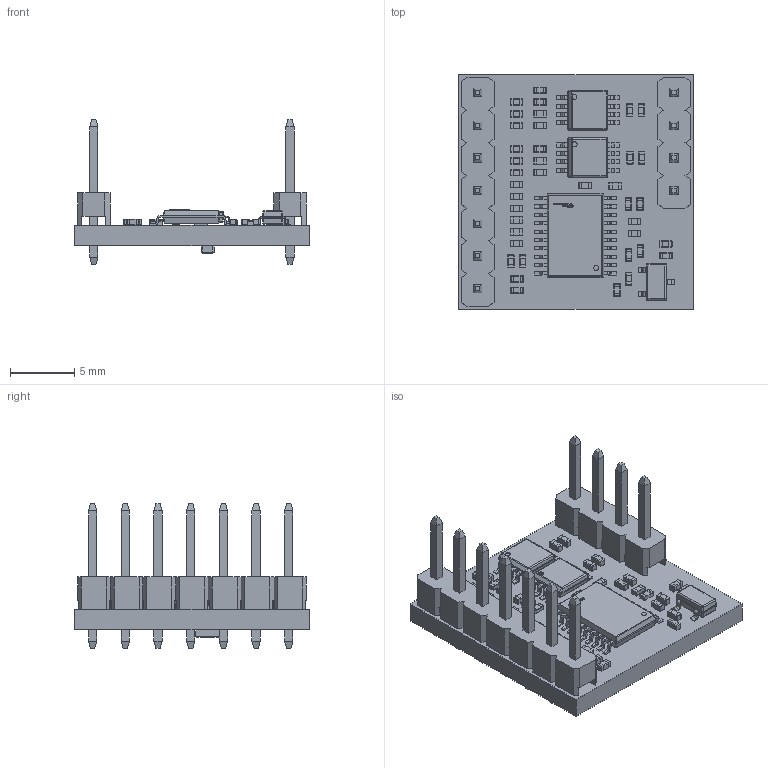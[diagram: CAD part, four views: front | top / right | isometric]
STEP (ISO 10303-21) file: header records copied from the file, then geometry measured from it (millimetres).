
FILE_DESCRIPTION(('Open CASCADE Model'),'2;1');
FILE_NAME('Open CASCADE Shape Model','2024-11-24T00:50:41',('Author'),( 'Open CASCADE'),'Open CASCADE STEP processor 7.5','Open CASCADE 7.5' ,'Unknown');
FILE_SCHEMA(('AUTOMOTIVE_DESIGN { 1 0 10303 214 1 1 1 1 }'));
Length unit declared in the file: millimetre
Products named in the file (114): PCB; Board; Open CASCADE STEP translator 7.5 1.1.1; C23; 6552563536; Terminal; Open CASCADE STEP translator 6.8 54.1.1; Open CASCADE STEP translator 6.8 54.1.2; Mid_Body; Open CASCADE STEP translator 6.8 54.2.1; R13; 6552571936; Open CASCADE STEP translator 6.8 20.2.1; Mark; U2; IC_Texas_Instruments_CDCE906PW_eec; IC_BODY; circle; IC_LEG; IC_LEG_MIR7; Texas Instruments; S1; R0603; 6779946912; Extruded; R5; C15; 6552572416; C14; C8; C6; R14; R12; R11; R10; 6657181248; U4; 6552572176; Body; Open CASCADE STEP translator 6.8 20.1.1 ...
Assembly tree (175 placements, depth 5):
  PCB
    Board
      Open CASCADE STEP translator 7.5 1.1.1
    C23
      6552563536
        Terminal
          Open CASCADE STEP translator 6.8 54.1.1
          Open CASCADE STEP translator 6.8 54.1.2
        Mid_Body
          Open CASCADE STEP translator 6.8 54.2.1
    R13
      6552571936
        Mid_Body
        Terminal  x2
          Open CASCADE STEP translator 6.8 20.2.1
        Mark
    U2
      IC_Texas_Instruments_CDCE906PW_eec
        IC_BODY
        circle
        IC_LEG  x10
        IC_LEG_MIR7  x10
        Texas Instruments
    S1
      R0603
      6779946912
        Extruded
    R5
      6552571936
        Mid_Body
        Terminal  x2
          Open CASCADE STEP translator 6.8 20.2.1
        Mark
    C15
      6552572416
        Terminal
          Open CASCADE STEP translator 6.8 54.1.1
          Open CASCADE STEP translator 6.8 54.1.2
        Mid_Body
          Open CASCADE STEP translator 6.8 54.2.1
    C14
      6552563536
        Terminal
          Open CASCADE STEP translator 6.8 54.1.1
          Open CASCADE STEP translator 6.8 54.1.2
        Mid_Body
          Open CASCADE STEP translator 6.8 54.2.1
    C8
      6552572416
        Terminal
          Open CASCADE STEP translator 6.8 54.1.1
          Open CASCADE STEP translator 6.8 54.1.2
        Mid_Body
          Open CASCADE STEP translator 6.8 54.2.1
    C6
      6552563536
        Terminal
          Open CASCADE STEP translator 6.8 54.1.1
          Open CASCADE STEP translator 6.8 54.1.2
        Mid_Body
Bounding box: 18.24 x 18.24 x 11.2 mm (x, y, z)
Volume: 756.3 mm3; surface area: 1762.9 mm2
Topology: 201 solids, 203 shells, 3397 faces, 7934 edges, 4742 vertices
Faces by surface type: plane 2153, cylinder 779, sphere 234, bspline 231
Full cylindrical faces by diameter (mm): 0.388 x2, 0.4 x1, 0.812 x11
Entity records: 54201 total; most frequent: CARTESIAN_POINT 13861, ORIENTED_EDGE 6787, DIRECTION 6000, EDGE_CURVE 3394, LINE 2554, VECTOR 2554, VERTEX_POINT 2138, AXIS2_PLACEMENT_3D 1723
